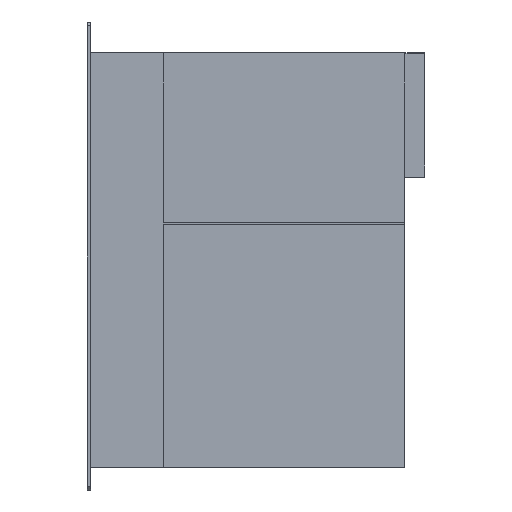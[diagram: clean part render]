
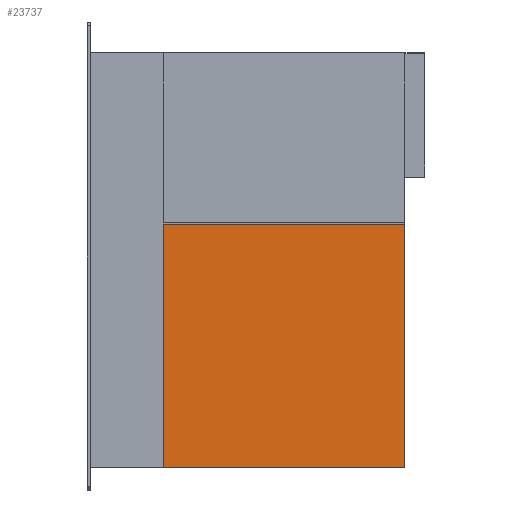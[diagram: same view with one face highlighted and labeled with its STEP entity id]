
A CAD part, left-side view. The second image highlights one B-rep face of the part: STEP entity #23737.
In plain terms, the highlighted planar face has unit normal (-1, 0, 0).
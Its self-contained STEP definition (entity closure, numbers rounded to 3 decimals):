
#147 = AXIS2_PLACEMENT_3D ( 'NONE', #1642, #151212, #68942 ) ;
#1642 = CARTESIAN_POINT ( 'NONE',  ( 0., 0., 0. ) ) ;
#4614 = VECTOR ( 'NONE', #140178, 1000. ) ;
#18726 = PLANE ( 'NONE',  #147 ) ;
#23737 = ADVANCED_FACE ( 'NONE', ( #148078 ), #18726, .T. ) ;
#25818 = CARTESIAN_POINT ( 'NONE',  ( 0., 0., 0. ) ) ;
#32191 = VERTEX_POINT ( 'NONE', #191938 ) ;
#38191 = LINE ( 'NONE', #40260, #58468 ) ;
#40260 = CARTESIAN_POINT ( 'NONE',  ( 0., 0., 138. ) ) ;
#42512 = ORIENTED_EDGE ( 'NONE', *, *, #153176, .F. ) ;
#43365 = CARTESIAN_POINT ( 'NONE',  ( 0., 136.5, 0. ) ) ;
#55737 = LINE ( 'NONE', #25818, #4614 ) ;
#56816 = LINE ( 'NONE', #122054, #132974 ) ;
#58468 = VECTOR ( 'NONE', #188820, 1000. ) ;
#62351 = CARTESIAN_POINT ( 'NONE',  ( 0., 0., 138. ) ) ;
#68942 = DIRECTION ( 'NONE',  ( 0., 1., 0. ) ) ;
#72914 = EDGE_LOOP ( 'NONE', ( #198761, #113362, #158181, #42512 ) ) ;
#87622 = VECTOR ( 'NONE', #160677, 1000. ) ;
#106023 = DIRECTION ( 'NONE',  ( 0., 0., 1. ) ) ;
#113362 = ORIENTED_EDGE ( 'NONE', *, *, #202135, .T. ) ;
#122054 = CARTESIAN_POINT ( 'NONE',  ( 0., 136.5, 138. ) ) ;
#122829 = VERTEX_POINT ( 'NONE', #175248 ) ;
#131966 = VERTEX_POINT ( 'NONE', #43365 ) ;
#132974 = VECTOR ( 'NONE', #106023, 1000. ) ;
#140178 = DIRECTION ( 'NONE',  ( 0., 1., 0. ) ) ;
#142540 = LINE ( 'NONE', #62351, #87622 ) ;
#145052 = EDGE_CURVE ( 'NONE', #131966, #122829, #56816, .T. ) ;
#148078 = FACE_OUTER_BOUND ( 'NONE', #72914, .T. ) ;
#151212 = DIRECTION ( 'NONE',  ( -1., 0., 0. ) ) ;
#153176 = EDGE_CURVE ( 'NONE', #32191, #131966, #55737, .T. ) ;
#158181 = ORIENTED_EDGE ( 'NONE', *, *, #145052, .F. ) ;
#160677 = DIRECTION ( 'NONE',  ( 0., 0., -1. ) ) ;
#173245 = CARTESIAN_POINT ( 'NONE',  ( 0., 0., 138. ) ) ;
#175248 = CARTESIAN_POINT ( 'NONE',  ( 0., 136.5, 138. ) ) ;
#188820 = DIRECTION ( 'NONE',  ( 0., 1., 0. ) ) ;
#190627 = EDGE_CURVE ( 'NONE', #194446, #32191, #142540, .T. ) ;
#191938 = CARTESIAN_POINT ( 'NONE',  ( 0., 0., 0. ) ) ;
#194446 = VERTEX_POINT ( 'NONE', #173245 ) ;
#198761 = ORIENTED_EDGE ( 'NONE', *, *, #190627, .F. ) ;
#202135 = EDGE_CURVE ( 'NONE', #194446, #122829, #38191, .T. ) ;
